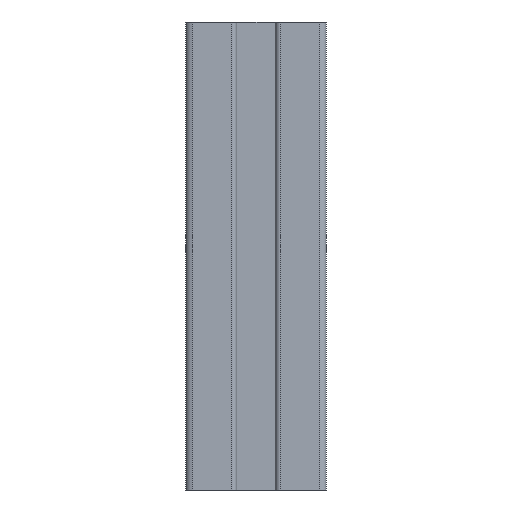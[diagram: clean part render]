
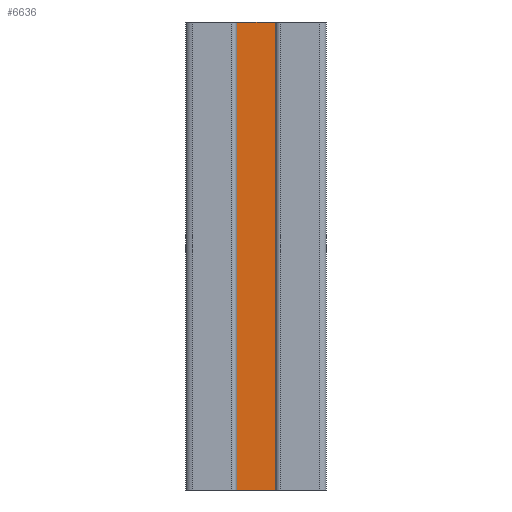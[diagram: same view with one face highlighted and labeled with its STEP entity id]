
A CAD part, left-side view. The second image highlights one B-rep face of the part: STEP entity #6636.
In plain terms, the highlighted planar face has unit normal (-1, 0, 0).
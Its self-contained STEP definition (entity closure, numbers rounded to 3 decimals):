
#172 = ORIENTED_EDGE ( 'NONE', *, *, #5179, .T. ) ;
#186 = AXIS2_PLACEMENT_3D ( 'NONE', #5716, #5459, #5579 ) ;
#263 = ORIENTED_EDGE ( 'NONE', *, *, #507, .F. ) ;
#467 = EDGE_CURVE ( 'NONE', #6360, #4642, #6848, .T. ) ;
#507 = EDGE_CURVE ( 'NONE', #6060, #1611, #6628, .T. ) ;
#512 = ORIENTED_EDGE ( 'NONE', *, *, #2509, .F. ) ;
#713 = VECTOR ( 'NONE', #4920, 1000. ) ;
#799 = LINE ( 'NONE', #5810, #713 ) ;
#978 = ORIENTED_EDGE ( 'NONE', *, *, #467, .T. ) ;
#1375 = FACE_OUTER_BOUND ( 'NONE', #4816, .T. ) ;
#1611 = VERTEX_POINT ( 'NONE', #3564 ) ;
#2436 = CARTESIAN_POINT ( 'NONE',  ( 1498.177, 966.37, 0. ) ) ;
#2509 = EDGE_CURVE ( 'NONE', #6360, #6060, #799, .T. ) ;
#2600 = CARTESIAN_POINT ( 'NONE',  ( 1498.177, 953.929, 0. ) ) ;
#3556 = CARTESIAN_POINT ( 'NONE',  ( 1498.177, 966.37, 100. ) ) ;
#3564 = CARTESIAN_POINT ( 'NONE',  ( 1498.177, 953.929, 0. ) ) ;
#4006 = CARTESIAN_POINT ( 'NONE',  ( 1498.177, 953.929, 100. ) ) ;
#4046 = DIRECTION ( 'NONE',  ( 0., 0., -1. ) ) ;
#4241 = CARTESIAN_POINT ( 'NONE',  ( 1498.177, 966.37, 100. ) ) ;
#4265 = DIRECTION ( 'NONE',  ( 0., 0., -1. ) ) ;
#4642 = VERTEX_POINT ( 'NONE', #2436 ) ;
#4816 = EDGE_LOOP ( 'NONE', ( #172, #263, #512, #978 ) ) ;
#4920 = DIRECTION ( 'NONE',  ( 0., -1., 0. ) ) ;
#5179 = EDGE_CURVE ( 'NONE', #4642, #1611, #5639, .T. ) ;
#5458 = DIRECTION ( 'NONE',  ( 0., -1., 0. ) ) ;
#5459 = DIRECTION ( 'NONE',  ( 1., 0., 0. ) ) ;
#5506 = VECTOR ( 'NONE', #5458, 1000. ) ;
#5579 = DIRECTION ( 'NONE',  ( 0., 0., -1. ) ) ;
#5600 = PLANE ( 'NONE',  #186 ) ;
#5639 = LINE ( 'NONE', #2600, #5506 ) ;
#5716 = CARTESIAN_POINT ( 'NONE',  ( 1498.177, 953.929, 100. ) ) ;
#5810 = CARTESIAN_POINT ( 'NONE',  ( 1498.177, 960.149, 100. ) ) ;
#6060 = VERTEX_POINT ( 'NONE', #6542 ) ;
#6360 = VERTEX_POINT ( 'NONE', #3556 ) ;
#6542 = CARTESIAN_POINT ( 'NONE',  ( 1498.177, 953.929, 100. ) ) ;
#6628 = LINE ( 'NONE', #4006, #6755 ) ;
#6636 = ADVANCED_FACE ( 'NONE', ( #1375 ), #5600, .F. ) ;
#6755 = VECTOR ( 'NONE', #4046, 1000. ) ;
#6812 = VECTOR ( 'NONE', #4265, 1000. ) ;
#6848 = LINE ( 'NONE', #4241, #6812 ) ;
